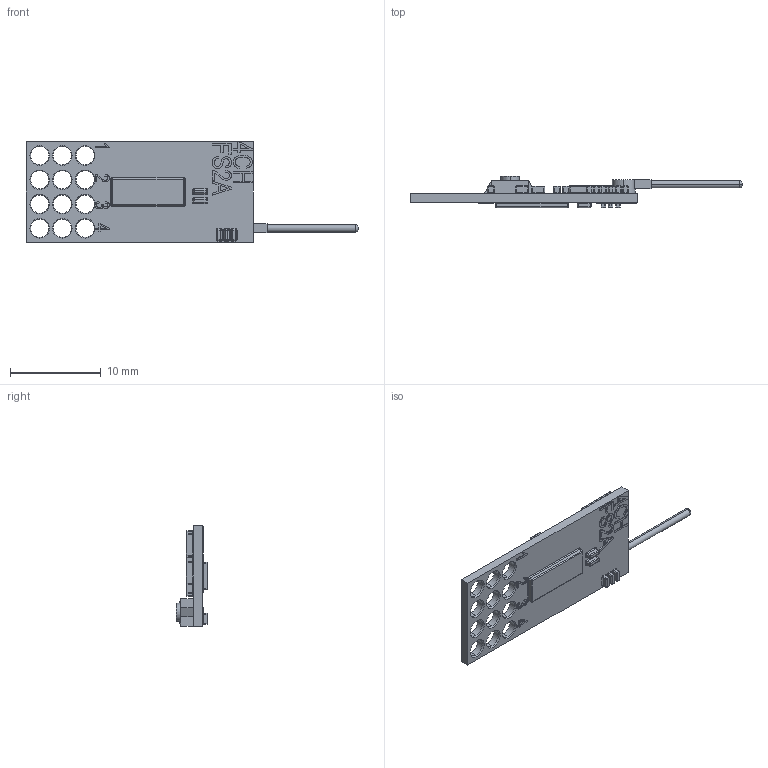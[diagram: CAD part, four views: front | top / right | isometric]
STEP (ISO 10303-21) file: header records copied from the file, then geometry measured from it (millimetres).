
FILE_DESCRIPTION (( 'STEP AP214' ), '1' );
FILE_NAME ('Receptor FS2A mini.STEP', '2021-04-06T16:56:08', ( '' ), ( '' ), 'SwSTEP 2.0', 'SolidWorks 2020', '' );
FILE_SCHEMA (( 'AUTOMOTIVE_DESIGN' ));
Length unit declared in the file: millimetre
Products named in the file (1): Receptor FS2A mini
Bounding box: 36.5 x 3.5 x 11 mm (x, y, z)
Volume: 324.6 mm3; surface area: 774.4 mm2
Topology: 1 solids, 1 shells, 781 faces, 1832 edges, 1002 vertices
Faces by surface type: cylinder 282, plane 226, torus 86, sphere 84, bspline 55, cone 48
Entity records: 33087 total; most frequent: CARTESIAN_POINT 7067, DIRECTION 3794, ORIENTED_EDGE 3496, EDGE_CURVE 1748, AXIS2_PLACEMENT_3D 1429, VERTEX_POINT 1002, VECTOR 936, LINE 936
